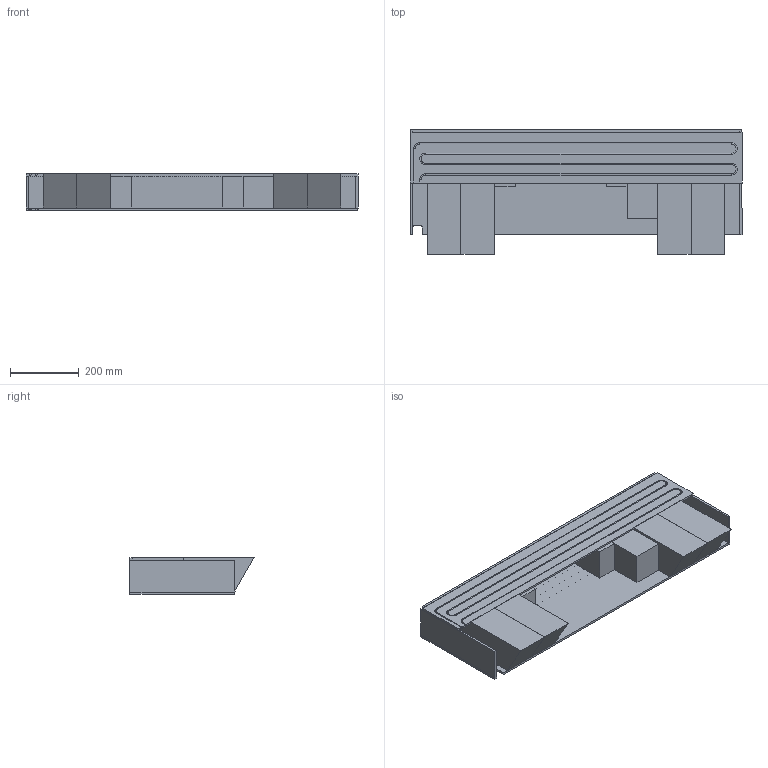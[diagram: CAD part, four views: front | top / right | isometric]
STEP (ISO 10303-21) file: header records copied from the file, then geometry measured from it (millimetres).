
FILE_DESCRIPTION(/* description */ (''),/* implementation_level */ '2;1');
FILE_NAME(/* name */ 'Simple Model B.stp',/* time_stamp */ '2019-11-07T15:17:43-06:00',/* author */ ('david'),/* organization */ (''),/* preprocessor_version */ 'ST-DEVELOPER v16.5',/* originating_system */ 'Autodesk Inventor 2017',/* authorisation */ '');
FILE_SCHEMA (('AUTOMOTIVE_DESIGN { 1 0 10303 214 3 1 1 }'));
Length unit declared in the file: inch
Products named in the file (8): Simple Model A; Floor RBx; Wall RBx; Roof RBx; Back Wall RBx; CM RBx; RM RBx; CCM RBx
Assembly tree (12 placements, depth 2):
  Simple Model A
    Floor RBx
    Wall RBx  x2
    Roof RBx
    Back Wall RBx
    RM RBx  x4
    CCM RBx  x2
    CM RBx
Bounding box: 965 x 360.8 x 106.85 mm (x, y, z)
Volume: 19673641.3 mm3; surface area: 2221922.5 mm2
Topology: 14 solids, 14 shells, 137 faces, 307 edges, 198 vertices
Faces by surface type: plane 91, cylinder 26, torus 20
Full cylindrical faces by diameter (mm): 4.775 x12
Entity records: 3056 total; most frequent: DIRECTION 520, CARTESIAN_POINT 501, ORIENTED_EDGE 414, EDGE_CURVE 207, AXIS2_PLACEMENT_3D 194, VERTEX_POINT 146, LINE 132, VECTOR 132
